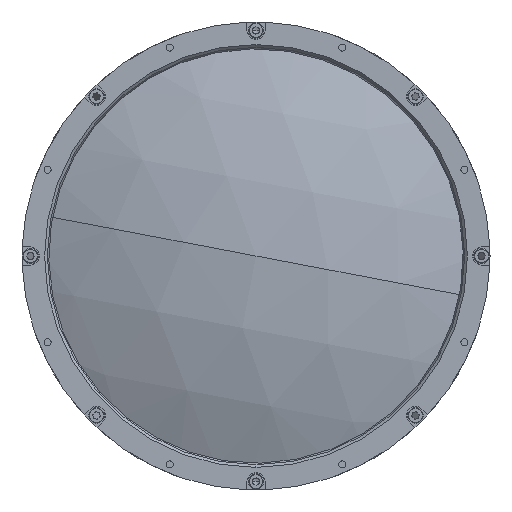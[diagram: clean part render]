
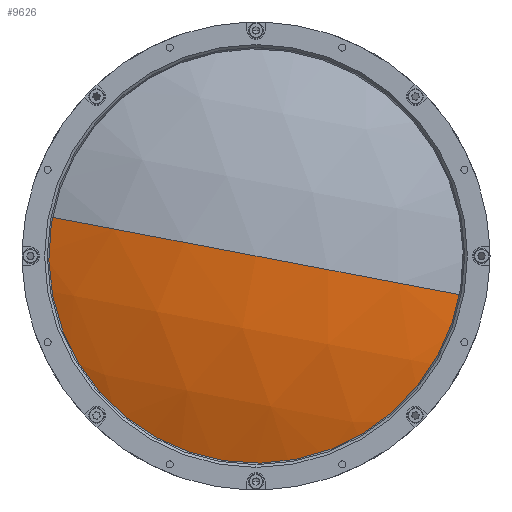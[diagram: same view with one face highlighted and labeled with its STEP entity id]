
A CAD part, left-side view. The second image highlights one B-rep face of the part: STEP entity #9626.
In plain terms, the highlighted spherical face has radius 192.8 mm.
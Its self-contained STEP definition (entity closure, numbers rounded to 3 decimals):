
#273 = AXIS2_PLACEMENT_3D ( 'NONE', #19520, #10276, #895 ) ;
#723 = VERTEX_POINT ( 'NONE', #10899 ) ;
#895 = DIRECTION ( 'NONE',  ( 0., 0.982, 0.187 ) ) ;
#1418 = EDGE_CURVE ( 'NONE', #16463, #13331, #4620, .T. ) ;
#3085 = ORIENTED_EDGE ( 'NONE', *, *, #1418, .T. ) ;
#3838 = CARTESIAN_POINT ( 'NONE',  ( 13.011, -74.665, -14.182 ) ) ;
#3903 = EDGE_CURVE ( 'NONE', #13331, #723, #5231, .T. ) ;
#4082 = EDGE_LOOP ( 'NONE', ( #3085, #10670, #5130 ) ) ;
#4620 = CIRCLE ( 'NONE', #10058, 76. ) ;
#5130 = ORIENTED_EDGE ( 'NONE', *, *, #8194, .F. ) ;
#5231 = CIRCLE ( 'NONE', #10893, 192.8 ) ;
#5588 = DIRECTION ( 'NONE',  ( 0., -0.187, 0.982 ) ) ;
#6241 = DIRECTION ( 'NONE',  ( 0., 0.187, -0.982 ) ) ;
#7479 = DIRECTION ( 'NONE',  ( 0., 0.187, -0.982 ) ) ;
#8113 = AXIS2_PLACEMENT_3D ( 'NONE', #14970, #5588, #16557 ) ;
#8194 = EDGE_CURVE ( 'NONE', #16463, #723, #9354, .T. ) ;
#9354 = CIRCLE ( 'NONE', #8113, 192.8 ) ;
#9626 = ADVANCED_FACE ( 'NONE', ( #20006 ), #16307, .T. ) ;
#10058 = AXIS2_PLACEMENT_3D ( 'NONE', #19980, #10588, #7479 ) ;
#10276 = DIRECTION ( 'NONE',  ( 0., 0.187, -0.982 ) ) ;
#10588 = DIRECTION ( 'NONE',  ( -1., 0., 0. ) ) ;
#10670 = ORIENTED_EDGE ( 'NONE', *, *, #3903, .T. ) ;
#10893 = AXIS2_PLACEMENT_3D ( 'NONE', #15652, #6241, #17209 ) ;
#10899 = CARTESIAN_POINT ( 'NONE',  ( -2.6, 0., 0. ) ) ;
#13331 = VERTEX_POINT ( 'NONE', #3838 ) ;
#14970 = CARTESIAN_POINT ( 'NONE',  ( 190.2, 0., 0. ) ) ;
#15652 = CARTESIAN_POINT ( 'NONE',  ( 190.2, 0., 0. ) ) ;
#16307 = SPHERICAL_SURFACE ( 'NONE', #273, 192.8 ) ;
#16463 = VERTEX_POINT ( 'NONE', #19771 ) ;
#16557 = DIRECTION ( 'NONE',  ( 0., -0.982, -0.187 ) ) ;
#17209 = DIRECTION ( 'NONE',  ( 0., 0.982, 0.187 ) ) ;
#19520 = CARTESIAN_POINT ( 'NONE',  ( 190.2, 0., 0. ) ) ;
#19771 = CARTESIAN_POINT ( 'NONE',  ( 13.011, 74.665, 14.182 ) ) ;
#19980 = CARTESIAN_POINT ( 'NONE',  ( 13.011, 0., 0. ) ) ;
#20006 = FACE_OUTER_BOUND ( 'NONE', #4082, .T. ) ;
